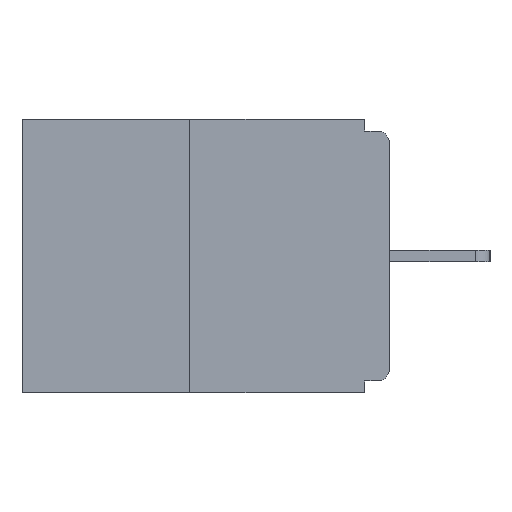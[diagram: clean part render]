
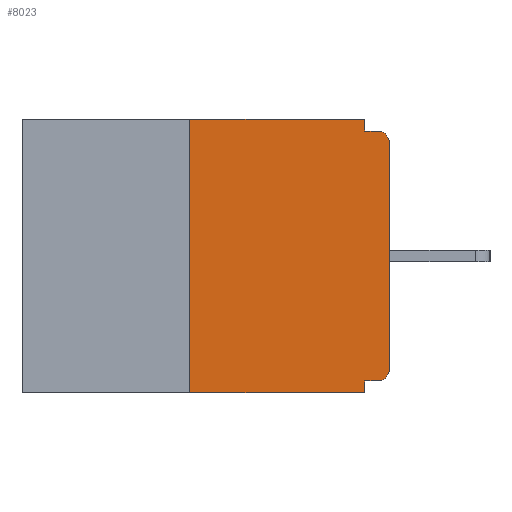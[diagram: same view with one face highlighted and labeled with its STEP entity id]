
A CAD part, left-side view. The second image highlights one B-rep face of the part: STEP entity #8023.
In plain terms, the highlighted planar face has unit normal (-1, 0, 0).
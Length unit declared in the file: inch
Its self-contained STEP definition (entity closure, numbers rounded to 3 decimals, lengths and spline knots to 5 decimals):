
#27 = ORIENTED_EDGE ( 'NONE', *, *, #13035, .F. ) ;
#251 = DIRECTION ( 'NONE',  ( 0., 0., -1. ) ) ;
#662 = CARTESIAN_POINT ( 'NONE',  ( 0., 0., -0.328 ) ) ;
#785 = DIRECTION ( 'NONE',  ( 0., 0., 1. ) ) ;
#983 = DIRECTION ( 'NONE',  ( 1., 0., 0. ) ) ;
#1033 = EDGE_CURVE ( 'NONE', #3072, #4796, #4164, .T. ) ;
#1240 = CARTESIAN_POINT ( 'NONE',  ( 0., 0., -0.313 ) ) ;
#1427 = VERTEX_POINT ( 'NONE', #19179 ) ;
#1881 = CARTESIAN_POINT ( 'NONE',  ( 0., 0.25, 0. ) ) ;
#2329 = FACE_OUTER_BOUND ( 'NONE', #18355, .T. ) ;
#2365 = CARTESIAN_POINT ( 'NONE',  ( 0., 0.015, -0.03 ) ) ;
#2422 = DIRECTION ( 'NONE',  ( 0., -1., 0. ) ) ;
#3072 = VERTEX_POINT ( 'NONE', #1240 ) ;
#3653 = VERTEX_POINT ( 'NONE', #13625 ) ;
#3734 = AXIS2_PLACEMENT_3D ( 'NONE', #10674, #21766, #25930 ) ;
#4164 = LINE ( 'NONE', #26336, #15759 ) ;
#4604 = VECTOR ( 'NONE', #6748, 39.37008 ) ;
#4796 = VERTEX_POINT ( 'NONE', #27436 ) ;
#5334 = PLANE ( 'NONE',  #16050 ) ;
#5655 = DIRECTION ( 'NONE',  ( 0., -1., 0. ) ) ;
#5749 = CARTESIAN_POINT ( 'NONE',  ( 0., 0., -0.015 ) ) ;
#6021 = VECTOR ( 'NONE', #27000, 39.37008 ) ;
#6333 = CARTESIAN_POINT ( 'NONE',  ( 0., 0.015, -0.015 ) ) ;
#6543 = ORIENTED_EDGE ( 'NONE', *, *, #10529, .F. ) ;
#6748 = DIRECTION ( 'NONE',  ( 0., 1., 0. ) ) ;
#7074 = VERTEX_POINT ( 'NONE', #20079 ) ;
#7309 = VECTOR ( 'NONE', #5655, 39.37008 ) ;
#8023 = ADVANCED_FACE ( 'NONE', ( #2329 ), #5334, .F. ) ;
#8493 = ORIENTED_EDGE ( 'NONE', *, *, #13070, .F. ) ;
#8731 = LINE ( 'NONE', #11261, #23058 ) ;
#9016 = DIRECTION ( 'NONE',  ( -1., 0., 0. ) ) ;
#9080 = CIRCLE ( 'NONE', #27296, 0.015 ) ;
#9408 = CARTESIAN_POINT ( 'NONE',  ( 0., 0.031, 0. ) ) ;
#9654 = DIRECTION ( 'NONE',  ( 0., 0., -1. ) ) ;
#10019 = CARTESIAN_POINT ( 'NONE',  ( 0., 0.46, 0. ) ) ;
#10058 = VERTEX_POINT ( 'NONE', #6333 ) ;
#10529 = EDGE_CURVE ( 'NONE', #19948, #20534, #25858, .T. ) ;
#10674 = CARTESIAN_POINT ( 'NONE',  ( 0., 0.015, -0.313 ) ) ;
#10948 = CARTESIAN_POINT ( 'NONE',  ( 0., 0.46, 0. ) ) ;
#11261 = CARTESIAN_POINT ( 'NONE',  ( 0., 0.46, -0.343 ) ) ;
#11483 = VECTOR ( 'NONE', #21936, 39.37008 ) ;
#11900 = ORIENTED_EDGE ( 'NONE', *, *, #14853, .F. ) ;
#12135 = EDGE_CURVE ( 'NONE', #20534, #19730, #21369, .T. ) ;
#12925 = EDGE_CURVE ( 'NONE', #23367, #3072, #16848, .T. ) ;
#13035 = EDGE_CURVE ( 'NONE', #3653, #7074, #20271, .T. ) ;
#13070 = EDGE_CURVE ( 'NONE', #1427, #10058, #22356, .T. ) ;
#13625 = CARTESIAN_POINT ( 'NONE',  ( 0., 0.031, -0.328 ) ) ;
#14534 = EDGE_CURVE ( 'NONE', #19948, #7074, #8731, .T. ) ;
#14565 = ORIENTED_EDGE ( 'NONE', *, *, #14534, .T. ) ;
#14847 = LINE ( 'NONE', #9408, #6021 ) ;
#14853 = EDGE_CURVE ( 'NONE', #23367, #3653, #19253, .T. ) ;
#15155 = VECTOR ( 'NONE', #21110, 39.37008 ) ;
#15200 = ORIENTED_EDGE ( 'NONE', *, *, #26794, .T. ) ;
#15759 = VECTOR ( 'NONE', #785, 39.37008 ) ;
#16050 = AXIS2_PLACEMENT_3D ( 'NONE', #10019, #983, #9654 ) ;
#16848 = CIRCLE ( 'NONE', #3734, 0.015 ) ;
#18355 = EDGE_LOOP ( 'NONE', ( #22547, #6543, #14565, #27, #11900, #22119, #26169, #15200, #8493, #24835 ) ) ;
#18898 = CARTESIAN_POINT ( 'NONE',  ( 0., 0.031, -0.343 ) ) ;
#19076 = CARTESIAN_POINT ( 'NONE',  ( 0., 0.031, 0. ) ) ;
#19179 = CARTESIAN_POINT ( 'NONE',  ( 0., 0.031, -0.015 ) ) ;
#19253 = LINE ( 'NONE', #662, #4604 ) ;
#19730 = VERTEX_POINT ( 'NONE', #19076 ) ;
#19948 = VERTEX_POINT ( 'NONE', #23861 ) ;
#20079 = CARTESIAN_POINT ( 'NONE',  ( 0., 0.031, -0.343 ) ) ;
#20271 = LINE ( 'NONE', #18898, #15155 ) ;
#20384 = VECTOR ( 'NONE', #27481, 39.37008 ) ;
#20534 = VERTEX_POINT ( 'NONE', #21932 ) ;
#21110 = DIRECTION ( 'NONE',  ( 0., 0., -1. ) ) ;
#21369 = LINE ( 'NONE', #10948, #11483 ) ;
#21766 = DIRECTION ( 'NONE',  ( -1., 0., 0. ) ) ;
#21932 = CARTESIAN_POINT ( 'NONE',  ( 0., 0.25, 0. ) ) ;
#21936 = DIRECTION ( 'NONE',  ( 0., -1., 0. ) ) ;
#22119 = ORIENTED_EDGE ( 'NONE', *, *, #12925, .T. ) ;
#22356 = LINE ( 'NONE', #5749, #7309 ) ;
#22547 = ORIENTED_EDGE ( 'NONE', *, *, #12135, .F. ) ;
#22851 = EDGE_CURVE ( 'NONE', #19730, #1427, #14847, .T. ) ;
#23058 = VECTOR ( 'NONE', #2422, 39.37008 ) ;
#23367 = VERTEX_POINT ( 'NONE', #27834 ) ;
#23861 = CARTESIAN_POINT ( 'NONE',  ( 0., 0.25, -0.343 ) ) ;
#24835 = ORIENTED_EDGE ( 'NONE', *, *, #22851, .F. ) ;
#25858 = LINE ( 'NONE', #1881, #20384 ) ;
#25930 = DIRECTION ( 'NONE',  ( 0., 0., -1. ) ) ;
#26169 = ORIENTED_EDGE ( 'NONE', *, *, #1033, .T. ) ;
#26336 = CARTESIAN_POINT ( 'NONE',  ( 0., 0., 0. ) ) ;
#26794 = EDGE_CURVE ( 'NONE', #4796, #10058, #9080, .T. ) ;
#27000 = DIRECTION ( 'NONE',  ( 0., 0., -1. ) ) ;
#27296 = AXIS2_PLACEMENT_3D ( 'NONE', #2365, #9016, #251 ) ;
#27436 = CARTESIAN_POINT ( 'NONE',  ( 0., 0., -0.03 ) ) ;
#27481 = DIRECTION ( 'NONE',  ( 0., 0., 1. ) ) ;
#27834 = CARTESIAN_POINT ( 'NONE',  ( 0., 0.015, -0.328 ) ) ;
